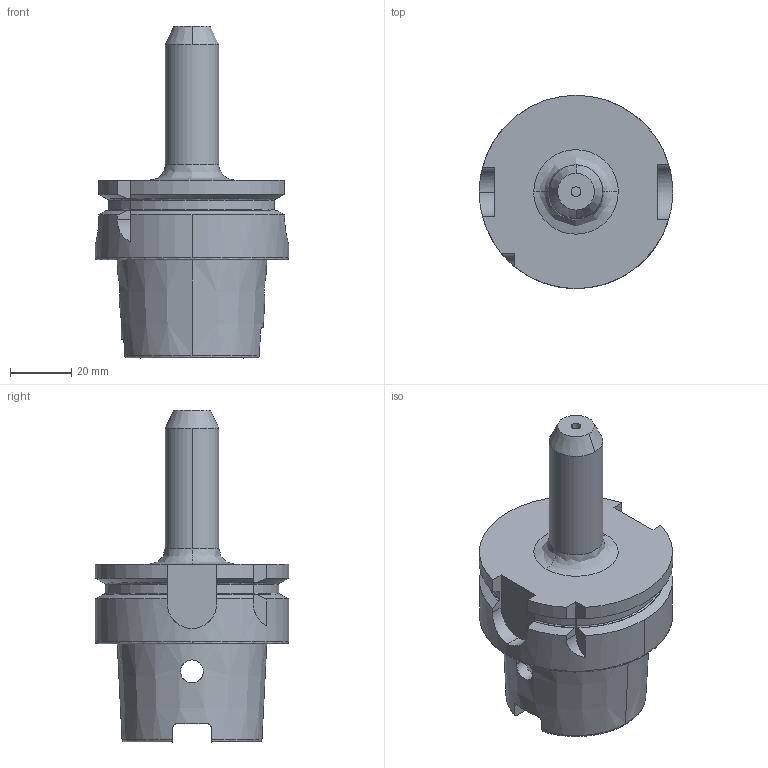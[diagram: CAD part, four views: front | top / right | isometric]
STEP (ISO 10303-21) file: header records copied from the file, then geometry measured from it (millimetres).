
FILE_DESCRIPTION (( 'STEP AP203' ), '1' );
FILE_NAME ('STP-32946.STEP', '2018-09-21T02:50:53', ( '' ), ( '' ), 'SwSTEP 2.0', 'SolidWorks 2015', '' );
FILE_SCHEMA (( 'CONFIG_CONTROL_DESIGN' ));
Length unit declared in the file: millimetre
Products named in the file (1): STP-32946
Bounding box: 63 x 63 x 108.2 mm (x, y, z)
Volume: 97327.2 mm3; surface area: 24107.4 mm2
Topology: 1 solids, 1 shells, 97 faces, 268 edges, 175 vertices
Faces by surface type: cylinder 33, plane 28, bspline 20, cone 14, torus 2
Entity records: 5317 total; most frequent: CARTESIAN_POINT 2948, ORIENTED_EDGE 536, DIRECTION 420, EDGE_CURVE 268, VERTEX_POINT 175, AXIS2_PLACEMENT_3D 165, EDGE_LOOP 103, FACE_OUTER_BOUND 97
